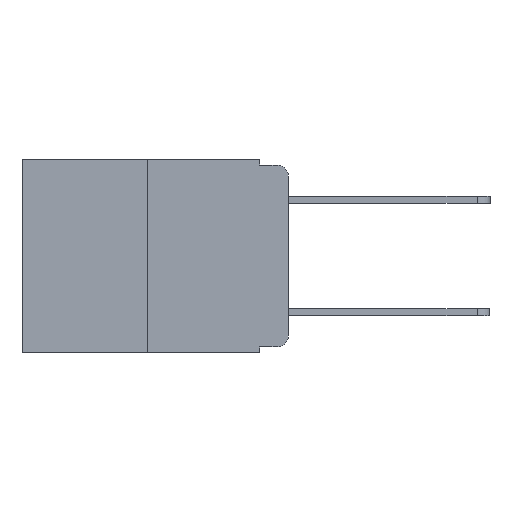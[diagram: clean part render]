
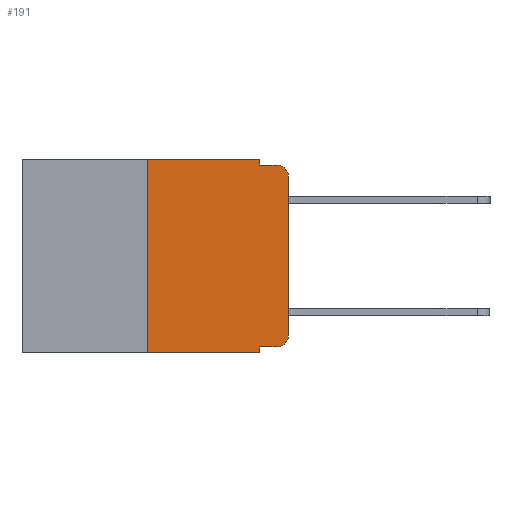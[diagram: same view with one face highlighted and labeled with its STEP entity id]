
A CAD part, left-side view. The second image highlights one B-rep face of the part: STEP entity #191.
In plain terms, the highlighted planar face has unit normal (-1, 0, 0).
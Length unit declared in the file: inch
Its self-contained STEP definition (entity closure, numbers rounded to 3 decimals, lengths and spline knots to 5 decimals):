
#32 = LINE ( 'NONE', #17086, #7918 ) ;
#191 = ADVANCED_FACE ( 'NONE', ( #2565 ), #9412, .F. ) ;
#472 = DIRECTION ( 'NONE',  ( 0., -1., 0. ) ) ;
#528 = VECTOR ( 'NONE', #14729, 39.37008 ) ;
#839 = ORIENTED_EDGE ( 'NONE', *, *, #9815, .F. ) ;
#844 = CIRCLE ( 'NONE', #9064, 0.02 ) ;
#1202 = DIRECTION ( 'NONE',  ( 0., 0., -1. ) ) ;
#1259 = CARTESIAN_POINT ( 'NONE',  ( 0., 0.051, -0.01 ) ) ;
#1631 = CARTESIAN_POINT ( 'NONE',  ( 0., 0.02, -0.01 ) ) ;
#1679 = ORIENTED_EDGE ( 'NONE', *, *, #11773, .T. ) ;
#2100 = VERTEX_POINT ( 'NONE', #13187 ) ;
#2158 = CARTESIAN_POINT ( 'NONE',  ( 0., 0., -0.313 ) ) ;
#2282 = LINE ( 'NONE', #16480, #10053 ) ;
#2565 = FACE_OUTER_BOUND ( 'NONE', #10153, .T. ) ;
#2915 = ORIENTED_EDGE ( 'NONE', *, *, #8981, .T. ) ;
#3102 = VECTOR ( 'NONE', #472, 39.37008 ) ;
#3699 = LINE ( 'NONE', #8765, #11225 ) ;
#4271 = ORIENTED_EDGE ( 'NONE', *, *, #6639, .T. ) ;
#4594 = AXIS2_PLACEMENT_3D ( 'NONE', #10680, #10228, #10735 ) ;
#5015 = ORIENTED_EDGE ( 'NONE', *, *, #18250, .F. ) ;
#5267 = LINE ( 'NONE', #7866, #528 ) ;
#5313 = LINE ( 'NONE', #11431, #15997 ) ;
#5813 = DIRECTION ( 'NONE',  ( 0., 0., 1. ) ) ;
#5985 = VERTEX_POINT ( 'NONE', #18194 ) ;
#6153 = ORIENTED_EDGE ( 'NONE', *, *, #17928, .F. ) ;
#6216 = CARTESIAN_POINT ( 'NONE',  ( 0., 0., -0.03 ) ) ;
#6639 = EDGE_CURVE ( 'NONE', #6887, #16029, #844, .T. ) ;
#6887 = VERTEX_POINT ( 'NONE', #6216 ) ;
#7136 = ORIENTED_EDGE ( 'NONE', *, *, #12109, .F. ) ;
#7335 = DIRECTION ( 'NONE',  ( 0., 0., 1. ) ) ;
#7762 = EDGE_CURVE ( 'NONE', #11798, #16345, #5313, .T. ) ;
#7866 = CARTESIAN_POINT ( 'NONE',  ( 0., 0.051, -0.333 ) ) ;
#7892 = ORIENTED_EDGE ( 'NONE', *, *, #17166, .F. ) ;
#7918 = VECTOR ( 'NONE', #18381, 39.37008 ) ;
#8574 = EDGE_CURVE ( 'NONE', #2100, #9517, #5267, .T. ) ;
#8765 = CARTESIAN_POINT ( 'NONE',  ( 0., 0.051, 0. ) ) ;
#8854 = DIRECTION ( 'NONE',  ( -1., 0., 0. ) ) ;
#8867 = VECTOR ( 'NONE', #7335, 39.37008 ) ;
#8981 = EDGE_CURVE ( 'NONE', #11505, #6887, #12539, .T. ) ;
#9064 = AXIS2_PLACEMENT_3D ( 'NONE', #16811, #8854, #18085 ) ;
#9412 = PLANE ( 'NONE',  #4594 ) ;
#9517 = VERTEX_POINT ( 'NONE', #14839 ) ;
#9617 = LINE ( 'NONE', #12969, #12821 ) ;
#9726 = ORIENTED_EDGE ( 'NONE', *, *, #7762, .T. ) ;
#9806 = CARTESIAN_POINT ( 'NONE',  ( 0., 0.473, 0. ) ) ;
#9815 = EDGE_CURVE ( 'NONE', #2100, #16345, #3699, .T. ) ;
#9920 = CARTESIAN_POINT ( 'NONE',  ( 0., 0.051, -0.343 ) ) ;
#10053 = VECTOR ( 'NONE', #17754, 39.37008 ) ;
#10153 = EDGE_LOOP ( 'NONE', ( #2915, #4271, #5015, #6153, #7136, #7892, #9726, #839, #13124, #1679 ) ) ;
#10228 = DIRECTION ( 'NONE',  ( 1., 0., 0. ) ) ;
#10327 = LINE ( 'NONE', #9806, #3102 ) ;
#10442 = DIRECTION ( 'NONE',  ( -1., 0., 0. ) ) ;
#10453 = AXIS2_PLACEMENT_3D ( 'NONE', #18235, #10442, #1202 ) ;
#10680 = CARTESIAN_POINT ( 'NONE',  ( 0., 0.473, 0. ) ) ;
#10735 = DIRECTION ( 'NONE',  ( 0., 0., -1. ) ) ;
#11225 = VECTOR ( 'NONE', #16732, 39.37008 ) ;
#11431 = CARTESIAN_POINT ( 'NONE',  ( 0., 0.473, -0.343 ) ) ;
#11505 = VERTEX_POINT ( 'NONE', #2158 ) ;
#11773 = EDGE_CURVE ( 'NONE', #9517, #11505, #15851, .T. ) ;
#11798 = VERTEX_POINT ( 'NONE', #16950 ) ;
#12109 = EDGE_CURVE ( 'NONE', #5985, #18072, #10327, .T. ) ;
#12539 = LINE ( 'NONE', #16835, #8867 ) ;
#12796 = DIRECTION ( 'NONE',  ( 0., -1., 0. ) ) ;
#12821 = VECTOR ( 'NONE', #5813, 39.37008 ) ;
#12969 = CARTESIAN_POINT ( 'NONE',  ( 0., 0.25, 0. ) ) ;
#13124 = ORIENTED_EDGE ( 'NONE', *, *, #8574, .T. ) ;
#13187 = CARTESIAN_POINT ( 'NONE',  ( 0., 0.051, -0.333 ) ) ;
#13721 = VERTEX_POINT ( 'NONE', #1259 ) ;
#14729 = DIRECTION ( 'NONE',  ( 0., -1., 0. ) ) ;
#14839 = CARTESIAN_POINT ( 'NONE',  ( 0., 0.02, -0.333 ) ) ;
#15851 = CIRCLE ( 'NONE', #10453, 0.02 ) ;
#15997 = VECTOR ( 'NONE', #12796, 39.37008 ) ;
#16029 = VERTEX_POINT ( 'NONE', #1631 ) ;
#16345 = VERTEX_POINT ( 'NONE', #9920 ) ;
#16480 = CARTESIAN_POINT ( 'NONE',  ( 0., 0.051, 0. ) ) ;
#16732 = DIRECTION ( 'NONE',  ( 0., 0., -1. ) ) ;
#16770 = CARTESIAN_POINT ( 'NONE',  ( 0., 0.051, 0. ) ) ;
#16811 = CARTESIAN_POINT ( 'NONE',  ( 0., 0.02, -0.03 ) ) ;
#16835 = CARTESIAN_POINT ( 'NONE',  ( 0., 0., 0. ) ) ;
#16950 = CARTESIAN_POINT ( 'NONE',  ( 0., 0.25, -0.343 ) ) ;
#17086 = CARTESIAN_POINT ( 'NONE',  ( 0., 0.051, -0.01 ) ) ;
#17166 = EDGE_CURVE ( 'NONE', #11798, #5985, #9617, .T. ) ;
#17754 = DIRECTION ( 'NONE',  ( 0., 0., -1. ) ) ;
#17928 = EDGE_CURVE ( 'NONE', #18072, #13721, #2282, .T. ) ;
#18072 = VERTEX_POINT ( 'NONE', #16770 ) ;
#18085 = DIRECTION ( 'NONE',  ( 0., 0., -1. ) ) ;
#18194 = CARTESIAN_POINT ( 'NONE',  ( 0., 0.25, 0. ) ) ;
#18235 = CARTESIAN_POINT ( 'NONE',  ( 0., 0.02, -0.313 ) ) ;
#18250 = EDGE_CURVE ( 'NONE', #13721, #16029, #32, .T. ) ;
#18381 = DIRECTION ( 'NONE',  ( 0., -1., 0. ) ) ;
